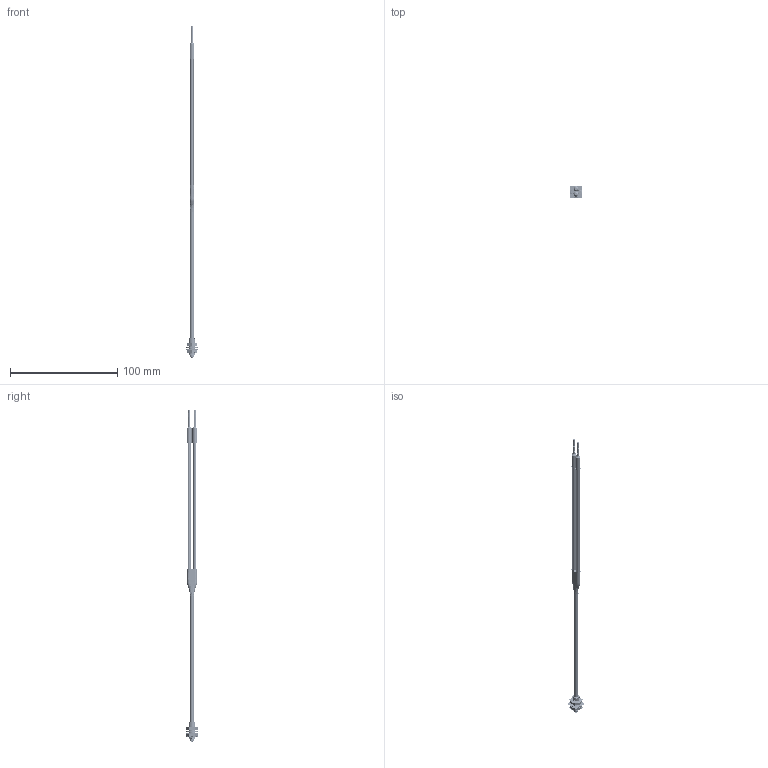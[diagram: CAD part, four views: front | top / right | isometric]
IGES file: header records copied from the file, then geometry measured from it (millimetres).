
Start section:  PTC IGES file: 161901.igs
Global section: file name: 161901.igs; native system: Creo Parametric by Parametric Technology Corporation; preprocessor: 2013230; author: pdmadmin; organization: Unknown; date: 20160105.120334; units: millimetre
Bounding box: 11.44 x 11.44 x 309.65 mm (x, y, z)
Volume: 2224.7 mm3; surface area: 81876.2 mm2
Topology: 15 solids, 17 shells, 2344 faces, 11362 edges, 14463 vertices
Faces by surface type: revolution 1812, bspline 532
